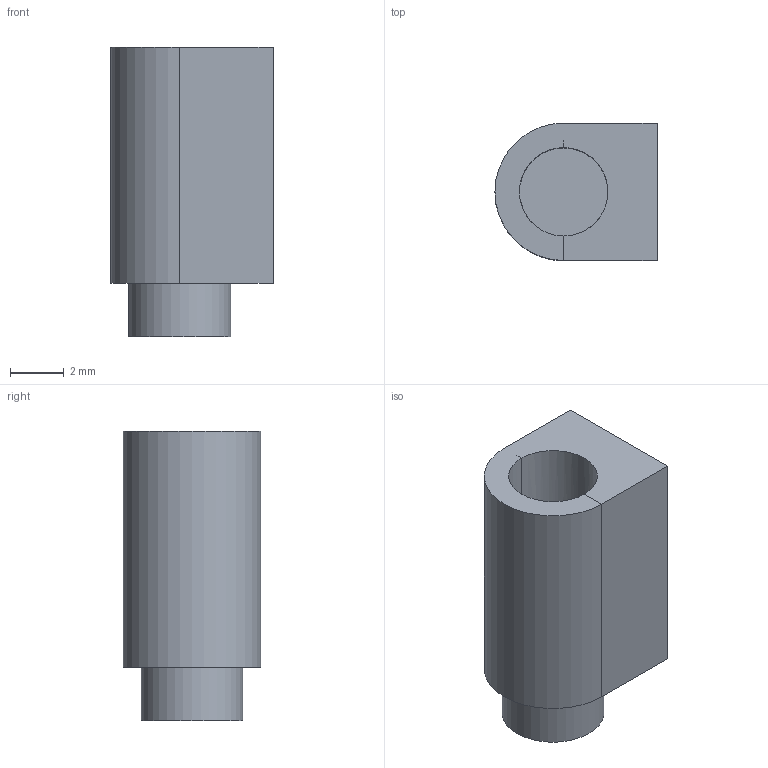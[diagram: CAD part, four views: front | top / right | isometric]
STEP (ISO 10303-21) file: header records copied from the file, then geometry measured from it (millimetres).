
FILE_DESCRIPTION(/* description */ (''),/* implementation_level */ '2;1');
FILE_NAME(/* name */ '',/* time_stamp */ '2023-09-19T00:08:06+08:00',/* author */ (''),/* organization */ (''),/* preprocessor_version */ 'ST-DEVELOPER v20',/* originating_system */ 'Autodesk Translation Framework v12.9.0.99',/* authorisation */ '');
FILE_SCHEMA (('AUTOMOTIVE_DESIGN { 1 0 10303 214 3 1 1 }'));
Length unit declared in the file: millimetre
Products named in the file (1): PCB铜柱接线端子2
Bounding box: 6.04 x 5.13 x 10.8 mm (x, y, z)
Volume: 180 mm3; surface area: 382.6 mm2
Topology: 2 solids, 2 shells, 20 faces, 42 edges, 28 vertices
Faces by surface type: plane 13, cylinder 7
Full cylindrical faces by diameter (mm): 3 x1, 3.8 x1
Entity records: 651 total; most frequent: CARTESIAN_POINT 175, DIRECTION 92, ORIENTED_EDGE 84, EDGE_CURVE 42, AXIS2_PLACEMENT_3D 32, LINE 28, VECTOR 28, VERTEX_POINT 28
